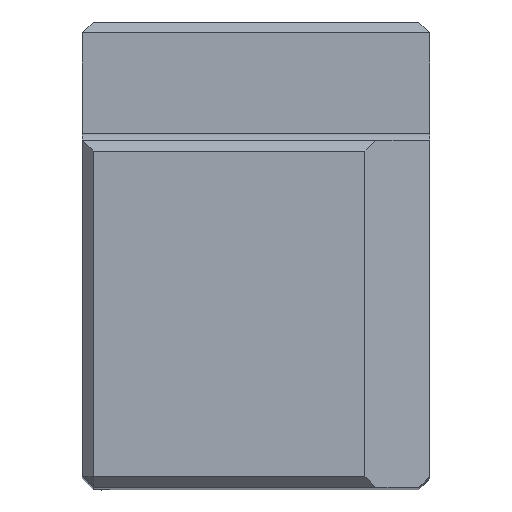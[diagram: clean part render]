
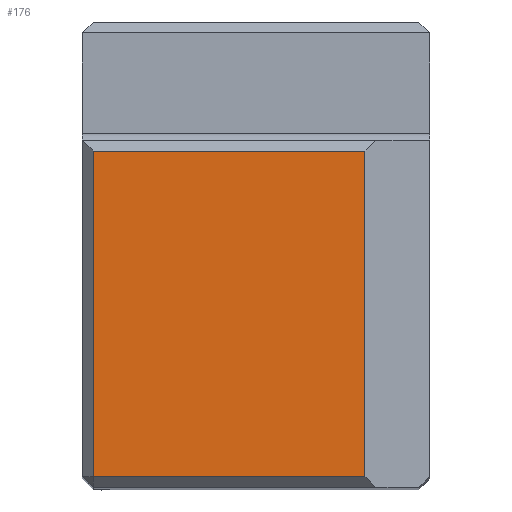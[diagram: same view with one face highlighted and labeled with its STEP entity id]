
A CAD part, top view. The second image highlights one B-rep face of the part: STEP entity #176.
In plain terms, the highlighted planar face has unit normal (0, 0, 1).
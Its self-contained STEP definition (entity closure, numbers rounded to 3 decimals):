
#176=ADVANCED_FACE('',(#247),#214,.T.);
#214=PLANE('',#906);
#247=FACE_OUTER_BOUND('',#298,.T.);
#298=EDGE_LOOP('',(#381,#382,#383,#384));
#381=ORIENTED_EDGE('',*,*,#639,.F.);
#382=ORIENTED_EDGE('',*,*,#640,.T.);
#383=ORIENTED_EDGE('',*,*,#641,.T.);
#384=ORIENTED_EDGE('',*,*,#642,.T.);
#564=VERTEX_POINT('',#1232);
#565=VERTEX_POINT('',#1233);
#566=VERTEX_POINT('',#1235);
#567=VERTEX_POINT('',#1237);
#639=EDGE_CURVE('',#564,#565,#734,.T.);
#640=EDGE_CURVE('',#564,#566,#735,.T.);
#641=EDGE_CURVE('',#566,#567,#736,.T.);
#642=EDGE_CURVE('',#567,#565,#737,.T.);
#734=LINE('',#1231,#816);
#735=LINE('',#1234,#817);
#736=LINE('',#1236,#818);
#737=LINE('',#1238,#819);
#816=VECTOR('',#1016,1.);
#817=VECTOR('',#1017,1.);
#818=VECTOR('',#1018,1.);
#819=VECTOR('',#1019,1.);
#906=AXIS2_PLACEMENT_3D('',#1239,#1020,#1021);
#1016=DIRECTION('',(0.,-1.,0.));
#1017=DIRECTION('',(-1.,0.,0.));
#1018=DIRECTION('',(0.,-1.,0.));
#1019=DIRECTION('',(1.,0.,0.));
#1020=DIRECTION('',(0.,0.,1.));
#1021=DIRECTION('',(-1.,0.,0.));
#1231=CARTESIAN_POINT('',(5.014,150.165,0.));
#1232=CARTESIAN_POINT('',(5.014,7.488,0.));
#1233=CARTESIAN_POINT('',(5.014,-7.488,0.));
#1234=CARTESIAN_POINT('',(0.,7.488,0.));
#1235=CARTESIAN_POINT('',(-7.488,7.488,0.));
#1236=CARTESIAN_POINT('',(-7.488,-7.988,0.));
#1237=CARTESIAN_POINT('',(-7.488,-7.488,0.));
#1238=CARTESIAN_POINT('',(0.,-7.488,0.));
#1239=CARTESIAN_POINT('',(0.,0.,0.));
